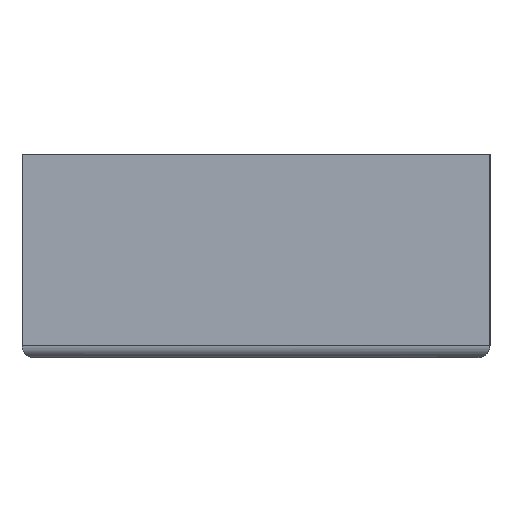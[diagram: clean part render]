
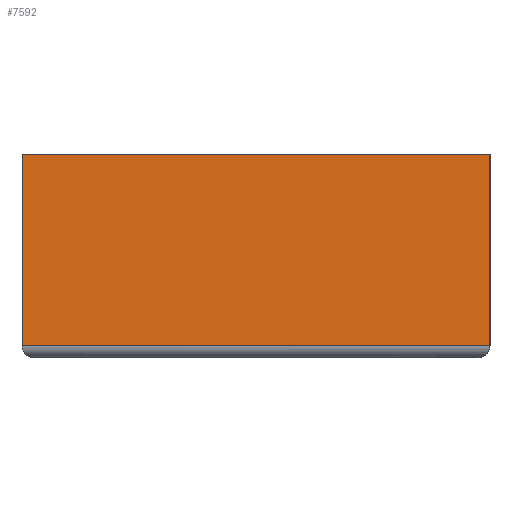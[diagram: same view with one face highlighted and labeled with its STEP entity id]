
A CAD part, left-side view. The second image highlights one B-rep face of the part: STEP entity #7592.
In plain terms, the highlighted planar face has unit normal (-1, 0, 0).
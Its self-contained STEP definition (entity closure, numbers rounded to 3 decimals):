
#1093=FACE_OUTER_BOUND('',#1516,.T.);
#1516=EDGE_LOOP('',(#7141,#7142,#7143,#7144));
#1752=LINE('',#11311,#2465);
#1933=LINE('',#11844,#2646);
#2216=LINE('',#12833,#2929);
#2229=LINE('',#12860,#2942);
#2465=VECTOR('',#8943,10.);
#2646=VECTOR('',#9490,10.);
#2929=VECTOR('',#10571,10.);
#2942=VECTOR('',#10612,10.);
#3228=VERTEX_POINT('',#11308);
#3229=VERTEX_POINT('',#11310);
#3397=VERTEX_POINT('',#11841);
#3398=VERTEX_POINT('',#11843);
#4048=EDGE_CURVE('',#3228,#3229,#1752,.T.);
#4328=EDGE_CURVE('',#3398,#3397,#1933,.T.);
#4838=EDGE_CURVE('',#3229,#3397,#2216,.T.);
#4852=EDGE_CURVE('',#3398,#3228,#2229,.T.);
#7141=ORIENTED_EDGE('',*,*,#4852,.F.);
#7142=ORIENTED_EDGE('',*,*,#4328,.T.);
#7143=ORIENTED_EDGE('',*,*,#4838,.F.);
#7144=ORIENTED_EDGE('',*,*,#4048,.F.);
#7261=PLANE('',#8373);
#7592=ADVANCED_FACE('',(#1093),#7261,.T.);
#8373=AXIS2_PLACEMENT_3D('',#12865,#10620,#10621);
#8943=DIRECTION('',(0.,0.,1.));
#9490=DIRECTION('',(0.,0.,1.));
#10571=DIRECTION('',(0.,-1.,0.));
#10612=DIRECTION('',(0.,1.,0.));
#10620=DIRECTION('center_axis',(-1.,0.,0.));
#10621=DIRECTION('ref_axis',(0.,-1.,0.));
#11308=CARTESIAN_POINT('',(0.,115.,3.));
#11310=CARTESIAN_POINT('',(0.,115.,50.));
#11311=CARTESIAN_POINT('',(0.,115.,0.));
#11841=CARTESIAN_POINT('',(0.,0.,50.));
#11843=CARTESIAN_POINT('',(0.,0.,3.));
#11844=CARTESIAN_POINT('',(0.,0.,0.));
#12833=CARTESIAN_POINT('',(0.,115.,50.));
#12860=CARTESIAN_POINT('',(0.,86.25,3.));
#12865=CARTESIAN_POINT('Origin',(0.,115.,0.));
